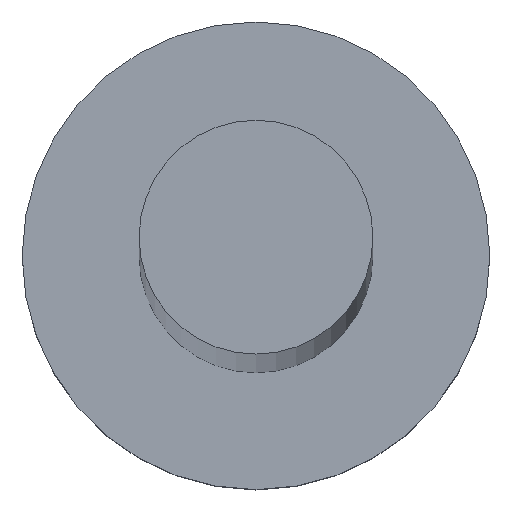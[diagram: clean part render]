
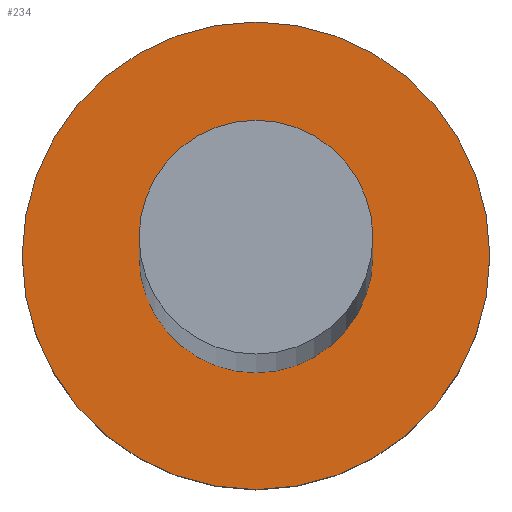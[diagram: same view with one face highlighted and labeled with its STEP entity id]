
A CAD part, top view. The second image highlights one B-rep face of the part: STEP entity #234.
In plain terms, the highlighted planar face has unit normal (0, 0, 1).
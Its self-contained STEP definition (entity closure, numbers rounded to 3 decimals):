
#8 = CIRCLE ( 'NONE', #49, 3.5 ) ;
#9 = DIRECTION ( 'NONE',  ( 0., 0., 1. ) ) ;
#11 = EDGE_CURVE ( 'NONE', #144, #62, #40, .T. ) ;
#19 = ORIENTED_EDGE ( 'NONE', *, *, #47, .F. ) ;
#25 = CARTESIAN_POINT ( 'NONE',  ( 0., 0., 3. ) ) ;
#26 = CARTESIAN_POINT ( 'NONE',  ( 0., 0., 3. ) ) ;
#28 = DIRECTION ( 'NONE',  ( 0., 0., 1. ) ) ;
#29 = DIRECTION ( 'NONE',  ( 1., 0., 0. ) ) ;
#35 = EDGE_CURVE ( 'NONE', #53, #155, #8, .T. ) ;
#40 = CIRCLE ( 'NONE', #205, 1.75 ) ;
#47 = EDGE_CURVE ( 'NONE', #62, #144, #206, .T. ) ;
#49 = AXIS2_PLACEMENT_3D ( 'NONE', #77, #9, #147 ) ;
#53 = VERTEX_POINT ( 'NONE', #188 ) ;
#54 = DIRECTION ( 'NONE',  ( 1., 0., 0. ) ) ;
#55 = DIRECTION ( 'NONE',  ( 1., 0., 0. ) ) ;
#62 = VERTEX_POINT ( 'NONE', #104 ) ;
#74 = PLANE ( 'NONE',  #198 ) ;
#77 = CARTESIAN_POINT ( 'NONE',  ( 0., 0., 3. ) ) ;
#104 = CARTESIAN_POINT ( 'NONE',  ( 1.75, 0., 3. ) ) ;
#111 = CARTESIAN_POINT ( 'NONE',  ( 3.5, 0., 3. ) ) ;
#114 = EDGE_LOOP ( 'NONE', ( #143, #19 ) ) ;
#125 = ORIENTED_EDGE ( 'NONE', *, *, #35, .T. ) ;
#132 = DIRECTION ( 'NONE',  ( 0., 0., 1. ) ) ;
#135 = DIRECTION ( 'NONE',  ( 0., 0., 1. ) ) ;
#143 = ORIENTED_EDGE ( 'NONE', *, *, #11, .F. ) ;
#144 = VERTEX_POINT ( 'NONE', #255 ) ;
#146 = FACE_OUTER_BOUND ( 'NONE', #223, .T. ) ;
#147 = DIRECTION ( 'NONE',  ( 1., 0., 0. ) ) ;
#148 = DIRECTION ( 'NONE',  ( 0., 0., 1. ) ) ;
#149 = DIRECTION ( 'NONE',  ( 1., 0., 0. ) ) ;
#155 = VERTEX_POINT ( 'NONE', #111 ) ;
#161 = FACE_BOUND ( 'NONE', #114, .T. ) ;
#162 = CARTESIAN_POINT ( 'NONE',  ( 0., 0., 3. ) ) ;
#178 = ORIENTED_EDGE ( 'NONE', *, *, #210, .T. ) ;
#188 = CARTESIAN_POINT ( 'NONE',  ( -3.5, 0., 3. ) ) ;
#195 = AXIS2_PLACEMENT_3D ( 'NONE', #162, #135, #149 ) ;
#198 = AXIS2_PLACEMENT_3D ( 'NONE', #25, #148, #54 ) ;
#201 = CIRCLE ( 'NONE', #237, 3.5 ) ;
#205 = AXIS2_PLACEMENT_3D ( 'NONE', #26, #132, #29 ) ;
#206 = CIRCLE ( 'NONE', #195, 1.75 ) ;
#210 = EDGE_CURVE ( 'NONE', #155, #53, #201, .T. ) ;
#223 = EDGE_LOOP ( 'NONE', ( #125, #178 ) ) ;
#231 = CARTESIAN_POINT ( 'NONE',  ( 0., 0., 3. ) ) ;
#234 = ADVANCED_FACE ( 'NONE', ( #161, #146 ), #74, .T. ) ;
#237 = AXIS2_PLACEMENT_3D ( 'NONE', #231, #28, #55 ) ;
#255 = CARTESIAN_POINT ( 'NONE',  ( -1.75, 0., 3. ) ) ;
